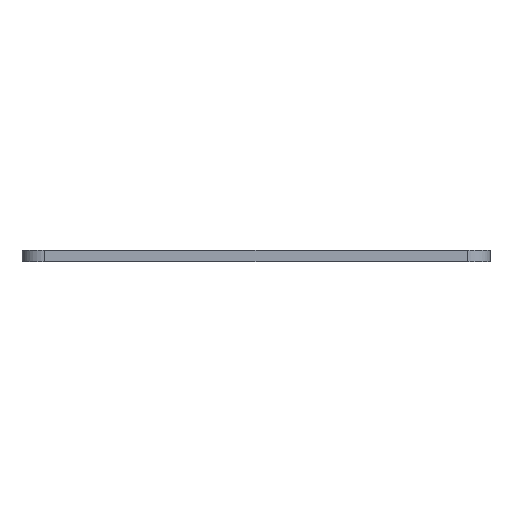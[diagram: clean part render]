
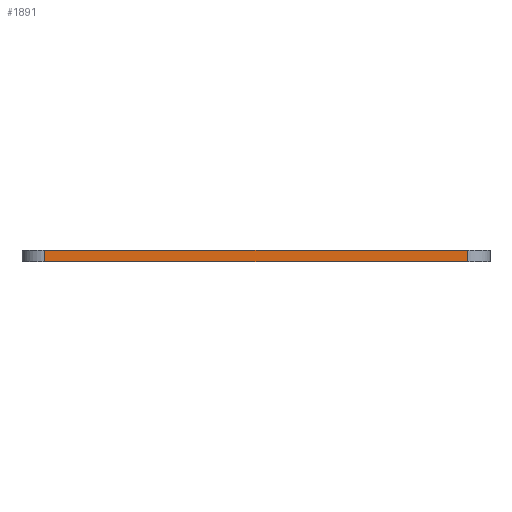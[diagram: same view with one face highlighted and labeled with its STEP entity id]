
A CAD part, left-side view. The second image highlights one B-rep face of the part: STEP entity #1891.
In plain terms, the highlighted planar face has unit normal (-1, 0, 0).
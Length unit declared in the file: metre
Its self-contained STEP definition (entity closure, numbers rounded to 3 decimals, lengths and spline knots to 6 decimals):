
#106=LINE('',#2945,#244);
#139=LINE('',#3144,#277);
#213=LINE('',#3308,#351);
#214=LINE('',#3309,#352);
#244=VECTOR('',#2311,1.);
#277=VECTOR('',#2490,1.);
#351=VECTOR('',#2738,1.);
#352=VECTOR('',#2739,1.);
#881=ORIENTED_EDGE('',*,*,#1103,.F.);
#882=ORIENTED_EDGE('',*,*,#1179,.T.);
#883=ORIENTED_EDGE('',*,*,#1002,.T.);
#884=ORIENTED_EDGE('',*,*,#1180,.T.);
#1002=EDGE_CURVE('',#1279,#1278,#106,.T.);
#1103=EDGE_CURVE('',#1371,#1372,#139,.T.);
#1179=EDGE_CURVE('',#1371,#1279,#213,.F.);
#1180=EDGE_CURVE('',#1278,#1372,#214,.T.);
#1278=VERTEX_POINT('',#2944);
#1279=VERTEX_POINT('',#2946);
#1371=VERTEX_POINT('',#3143);
#1372=VERTEX_POINT('',#3145);
#1636=EDGE_LOOP('',(#881,#882,#883,#884));
#1766=FACE_BOUND('',#1636,.T.);
#1798=PLANE('',#2139);
#1891=ADVANCED_FACE('',(#1766),#1798,.T.);
#2139=AXIS2_PLACEMENT_3D('',#3307,#2736,#2737);
#2311=DIRECTION('',(0.,-1.,0.));
#2490=DIRECTION('',(0.,-1.,0.));
#2736=DIRECTION('',(-1.,0.,0.));
#2737=DIRECTION('',(0.,-1.,0.));
#2738=DIRECTION('',(0.,0.,1.));
#2739=DIRECTION('',(0.,0.,1.));
#2944=CARTESIAN_POINT('',(-0.0592,-0.06095,-0.0032));
#2945=CARTESIAN_POINT('',(-0.0592,0.,-0.0032));
#2946=CARTESIAN_POINT('',(-0.0592,0.06095,-0.0032));
#3143=CARTESIAN_POINT('',(-0.0592,0.06095,0.));
#3144=CARTESIAN_POINT('',(-0.0592,0.,0.));
#3145=CARTESIAN_POINT('',(-0.0592,-0.06095,0.));
#3307=CARTESIAN_POINT('',(-0.0592,0.,-0.0032));
#3308=CARTESIAN_POINT('',(-0.0592,0.06095,-0.0032));
#3309=CARTESIAN_POINT('',(-0.0592,-0.06095,0.));
